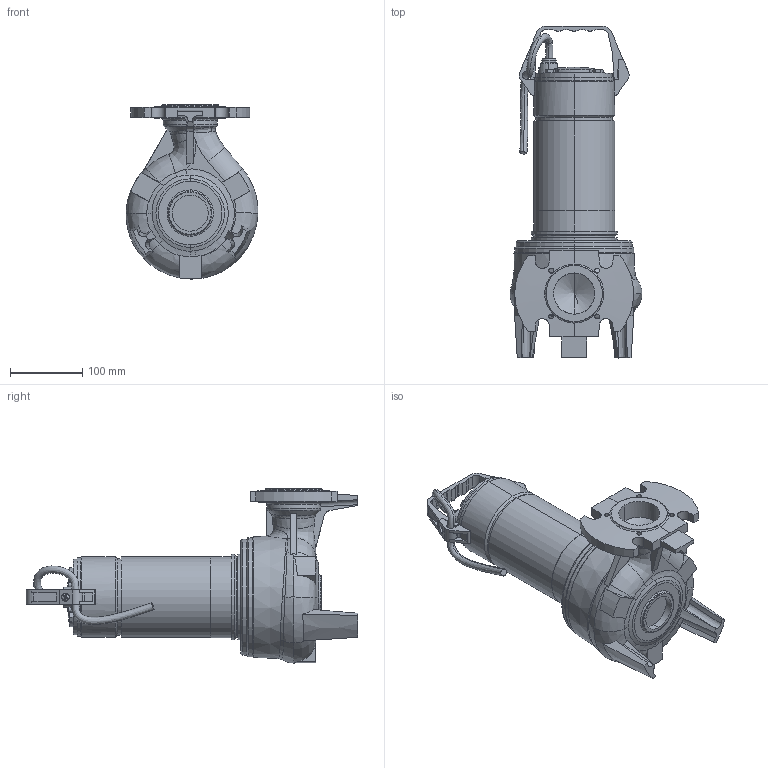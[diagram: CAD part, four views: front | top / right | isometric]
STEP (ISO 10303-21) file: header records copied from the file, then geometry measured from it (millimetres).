
FILE_DESCRIPTION (( 'STEP AP214' ), '1' );
FILE_NAME ('4_93_502_01_REV00.step', '2022-02-18T10:13:46', ( '' ), ( '' ), 'SwSTEP 2.0', 'SolidWorks 2020', '' );
FILE_SCHEMA (( 'AUTOMOTIVE_DESIGN' ));
Length unit declared in the file: millimetre
Products named in the file (3): Copia di 3_92_128_semplificato^4_93_502_01_REV00_Cavo singolo; Copia di 46389^4_93_502_01_REV00; 4_93_502_01_REV00
Assembly tree (2 placements, depth 2):
  4_93_502_01_REV00
    Copia di 46389^4_93_502_01_REV00
    Copia di 3_92_128_semplificato^4_93_502_01_REV00_Cavo singolo
Bounding box: 183 x 460.2 x 241.5 mm (x, y, z)
Volume: 5295331.9 mm3; surface area: 443535.5 mm2
Topology: 20 solids, 20 shells, 932 faces, 2397 edges, 1536 vertices
Faces by surface type: plane 439, cylinder 247, cone 128, bspline 89, torus 15, sphere 14
Entity records: 52182 total; most frequent: CARTESIAN_POINT 30061, ORIENTED_EDGE 4774, DIRECTION 4165, EDGE_CURVE 2387, AXIS2_PLACEMENT_3D 1541, VERTEX_POINT 1536, VECTOR 1083, LINE 1083
